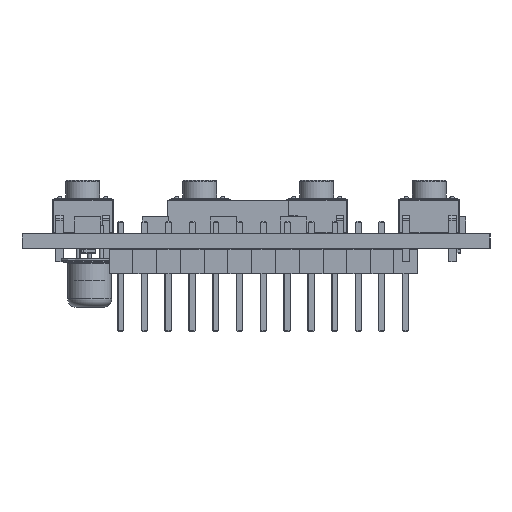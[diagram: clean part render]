
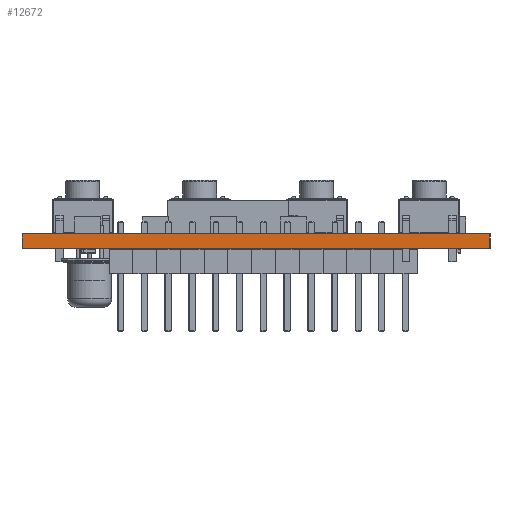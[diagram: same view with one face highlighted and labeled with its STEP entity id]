
A CAD part, left-side view. The second image highlights one B-rep face of the part: STEP entity #12672.
In plain terms, the highlighted planar face has unit normal (-1, 0, 0).
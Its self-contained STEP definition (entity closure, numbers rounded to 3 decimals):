
#12672=ADVANCED_FACE('',(#22094),#22096,.T.);
#22094=FACE_BOUND('',#22095,.T.);
#22095=EDGE_LOOP('',(#29091,#29092,#29093,#29094));
#22096=PLANE('',#22097);
#22097=AXIS2_PLACEMENT_3D('',#22098,#22099,#22100);
#22098=CARTESIAN_POINT('',(50.,-69.75,0.));
#22099=DIRECTION('',(-1.,0.,0.));
#22100=DIRECTION('',(0.,1.,0.));
#29091=ORIENTED_EDGE('',*,*,#32118,.T.);
#29092=ORIENTED_EDGE('',*,*,#32119,.T.);
#29093=ORIENTED_EDGE('',*,*,#32120,.F.);
#29094=ORIENTED_EDGE('',*,*,#32121,.F.);
#32118=EDGE_CURVE('',#36477,#36478,#36479,.T.);
#32119=EDGE_CURVE('',#36478,#36480,#36481,.T.);
#32120=EDGE_CURVE('',#36482,#36480,#36483,.T.);
#32121=EDGE_CURVE('',#36477,#36482,#36484,.T.);
#36477=VERTEX_POINT('',#47062);
#36478=VERTEX_POINT('',#47063);
#36479=LINE('',#47064,#47065);
#36480=VERTEX_POINT('',#47067);
#36481=LINE('',#47068,#47069);
#36482=VERTEX_POINT('',#47071);
#36483=LINE('',#47072,#47073);
#36484=LINE('',#47075,#47076);
#47062=CARTESIAN_POINT('',(50.,-69.75,0.));
#47063=CARTESIAN_POINT('',(50.,-69.75,1.6));
#47064=CARTESIAN_POINT('',(50.,-69.75,0.));
#47065=VECTOR('',#47066,1.);
#47066=DIRECTION('',(0.,0.,1.));
#47067=CARTESIAN_POINT('',(50.,-19.75,1.6));
#47068=CARTESIAN_POINT('',(50.,-69.75,1.6));
#47069=VECTOR('',#47070,1.);
#47070=DIRECTION('',(0.,1.,0.));
#47071=CARTESIAN_POINT('',(50.,-19.75,0.));
#47072=CARTESIAN_POINT('',(50.,-19.75,0.));
#47073=VECTOR('',#47074,1.);
#47074=DIRECTION('',(0.,0.,1.));
#47075=CARTESIAN_POINT('',(50.,-69.75,0.));
#47076=VECTOR('',#47077,1.);
#47077=DIRECTION('',(0.,1.,0.));
